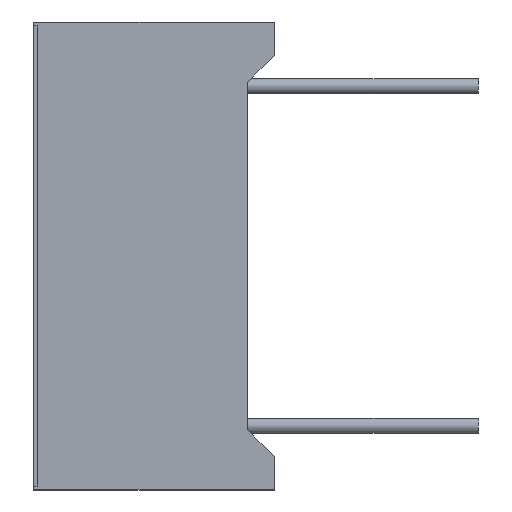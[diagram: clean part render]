
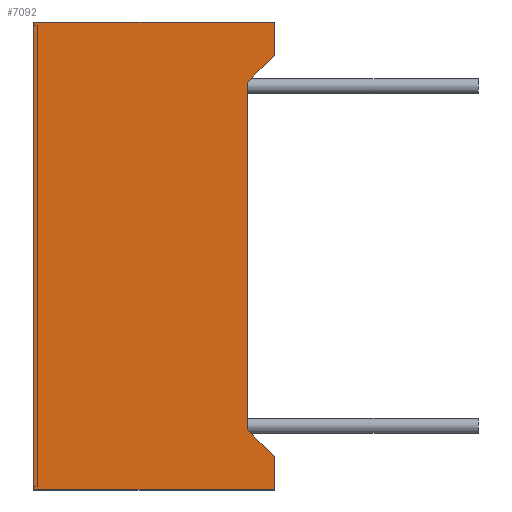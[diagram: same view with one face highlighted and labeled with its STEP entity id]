
A CAD part, left-side view. The second image highlights one B-rep face of the part: STEP entity #7092.
In plain terms, the highlighted planar face has unit normal (-1, 0, 0).
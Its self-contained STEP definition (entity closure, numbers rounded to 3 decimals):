
#246 = CARTESIAN_POINT ( 'NONE',  ( -15., 0., -7. ) ) ;
#263 = CARTESIAN_POINT ( 'NONE',  ( -15., 0., 6. ) ) ;
#350 = DIRECTION ( 'NONE',  ( 0., -0.707, 0.707 ) ) ;
#452 = LINE ( 'NONE', #4887, #4600 ) ;
#733 = ORIENTED_EDGE ( 'NONE', *, *, #11931, .T. ) ;
#1523 = CARTESIAN_POINT ( 'NONE',  ( -15., 7.2, -7. ) ) ;
#1665 = DIRECTION ( 'NONE',  ( 0., 0., -1. ) ) ;
#1780 = DIRECTION ( 'NONE',  ( 0., 0., 1. ) ) ;
#2342 = EDGE_CURVE ( 'NONE', #5449, #6093, #11426, .T. ) ;
#2387 = VERTEX_POINT ( 'NONE', #10050 ) ;
#2598 = CARTESIAN_POINT ( 'NONE',  ( -15., 0., 6. ) ) ;
#2840 = ORIENTED_EDGE ( 'NONE', *, *, #11797, .T. ) ;
#3137 = CARTESIAN_POINT ( 'NONE',  ( -15., 7.2, -7. ) ) ;
#3489 = VECTOR ( 'NONE', #6521, 1000. ) ;
#4037 = EDGE_CURVE ( 'NONE', #12368, #11188, #5418, .T. ) ;
#4134 = AXIS2_PLACEMENT_3D ( 'NONE', #8712, #7533, #1665 ) ;
#4423 = EDGE_CURVE ( 'NONE', #12035, #9347, #14944, .T. ) ;
#4600 = VECTOR ( 'NONE', #11657, 1000. ) ;
#4641 = CARTESIAN_POINT ( 'NONE',  ( -15., 0., -6. ) ) ;
#4887 = CARTESIAN_POINT ( 'NONE',  ( -15., 0., 7. ) ) ;
#5418 = LINE ( 'NONE', #7226, #13717 ) ;
#5449 = VERTEX_POINT ( 'NONE', #246 ) ;
#5533 = CARTESIAN_POINT ( 'NONE',  ( -15., 0., 7. ) ) ;
#5935 = ORIENTED_EDGE ( 'NONE', *, *, #4423, .F. ) ;
#6093 = VERTEX_POINT ( 'NONE', #4641 ) ;
#6392 = VECTOR ( 'NONE', #8567, 1000. ) ;
#6419 = PLANE ( 'NONE',  #4134 ) ;
#6456 = VECTOR ( 'NONE', #350, 1000. ) ;
#6521 = DIRECTION ( 'NONE',  ( 0., 0., 1. ) ) ;
#6600 = CARTESIAN_POINT ( 'NONE',  ( -15., 0., -6. ) ) ;
#6642 = DIRECTION ( 'NONE',  ( 0., -1., 0. ) ) ;
#6698 = CARTESIAN_POINT ( 'NONE',  ( -15., 7.2, 7. ) ) ;
#6787 = LINE ( 'NONE', #6698, #13279 ) ;
#6985 = VECTOR ( 'NONE', #13625, 1000. ) ;
#7092 = ADVANCED_FACE ( 'NONE', ( #7187 ), #6419, .F. ) ;
#7187 = FACE_OUTER_BOUND ( 'NONE', #7224, .T. ) ;
#7224 = EDGE_LOOP ( 'NONE', ( #10153, #14066, #8882, #10126, #2840, #9368, #5935, #733 ) ) ;
#7226 = CARTESIAN_POINT ( 'NONE',  ( -15., 0.8, -5.2 ) ) ;
#7485 = EDGE_CURVE ( 'NONE', #6093, #12368, #12241, .T. ) ;
#7533 = DIRECTION ( 'NONE',  ( 1., 0., 0. ) ) ;
#7552 = VECTOR ( 'NONE', #1780, 1000. ) ;
#8401 = CARTESIAN_POINT ( 'NONE',  ( -15., 0.8, -5.2 ) ) ;
#8567 = DIRECTION ( 'NONE',  ( 0., -1., 0. ) ) ;
#8712 = CARTESIAN_POINT ( 'NONE',  ( -15., 7.2, 7. ) ) ;
#8882 = ORIENTED_EDGE ( 'NONE', *, *, #4037, .T. ) ;
#9347 = VERTEX_POINT ( 'NONE', #10124 ) ;
#9368 = ORIENTED_EDGE ( 'NONE', *, *, #10523, .F. ) ;
#9556 = DIRECTION ( 'NONE',  ( 0., 0., 1. ) ) ;
#10050 = CARTESIAN_POINT ( 'NONE',  ( -15., 0., 7. ) ) ;
#10124 = CARTESIAN_POINT ( 'NONE',  ( -15., 7.2, 7. ) ) ;
#10126 = ORIENTED_EDGE ( 'NONE', *, *, #14220, .T. ) ;
#10153 = ORIENTED_EDGE ( 'NONE', *, *, #2342, .T. ) ;
#10523 = EDGE_CURVE ( 'NONE', #9347, #2387, #6787, .T. ) ;
#10703 = CARTESIAN_POINT ( 'NONE',  ( -15., 0.8, 5.2 ) ) ;
#11188 = VERTEX_POINT ( 'NONE', #10703 ) ;
#11349 = LINE ( 'NONE', #2598, #6456 ) ;
#11426 = LINE ( 'NONE', #5533, #3489 ) ;
#11657 = DIRECTION ( 'NONE',  ( 0., 0., 1. ) ) ;
#11797 = EDGE_CURVE ( 'NONE', #12961, #2387, #452, .T. ) ;
#11931 = EDGE_CURVE ( 'NONE', #12035, #5449, #12366, .T. ) ;
#12035 = VERTEX_POINT ( 'NONE', #3137 ) ;
#12241 = LINE ( 'NONE', #6600, #6985 ) ;
#12366 = LINE ( 'NONE', #1523, #6392 ) ;
#12368 = VERTEX_POINT ( 'NONE', #8401 ) ;
#12961 = VERTEX_POINT ( 'NONE', #263 ) ;
#13069 = CARTESIAN_POINT ( 'NONE',  ( -15., 7.2, 7. ) ) ;
#13279 = VECTOR ( 'NONE', #6642, 1000. ) ;
#13625 = DIRECTION ( 'NONE',  ( 0., 0.707, 0.707 ) ) ;
#13717 = VECTOR ( 'NONE', #9556, 1000. ) ;
#14066 = ORIENTED_EDGE ( 'NONE', *, *, #7485, .T. ) ;
#14220 = EDGE_CURVE ( 'NONE', #11188, #12961, #11349, .T. ) ;
#14944 = LINE ( 'NONE', #13069, #7552 ) ;
